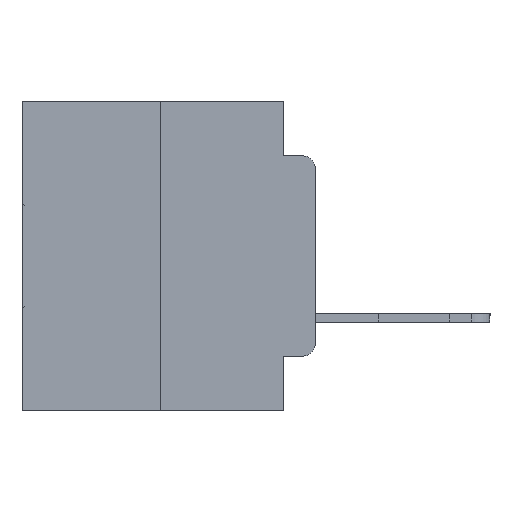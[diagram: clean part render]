
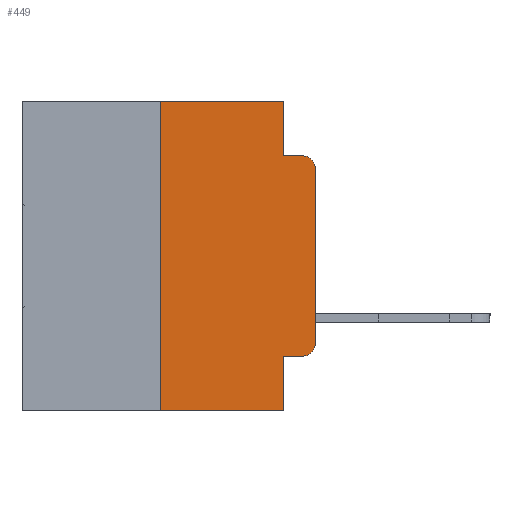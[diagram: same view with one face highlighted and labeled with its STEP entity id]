
A CAD part, left-side view. The second image highlights one B-rep face of the part: STEP entity #449.
In plain terms, the highlighted planar face has unit normal (-1, 0, 0).
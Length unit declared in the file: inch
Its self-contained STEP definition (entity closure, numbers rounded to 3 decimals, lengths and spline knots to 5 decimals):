
#449 = ADVANCED_FACE ( 'NONE', ( #16945 ), #18046, .F. ) ;
#483 = VERTEX_POINT ( 'NONE', #10454 ) ;
#520 = VERTEX_POINT ( 'NONE', #19944 ) ;
#914 = EDGE_CURVE ( 'NONE', #520, #2057, #9996, .T. ) ;
#1292 = VECTOR ( 'NONE', #28650, 39.37008 ) ;
#1459 = ORIENTED_EDGE ( 'NONE', *, *, #9321, .T. ) ;
#1676 = VERTEX_POINT ( 'NONE', #9979 ) ;
#1764 = AXIS2_PLACEMENT_3D ( 'NONE', #26831, #25288, #22389 ) ;
#2057 = VERTEX_POINT ( 'NONE', #18236 ) ;
#2656 = ORIENTED_EDGE ( 'NONE', *, *, #6044, .T. ) ;
#3135 = LINE ( 'NONE', #3588, #14005 ) ;
#3278 = VECTOR ( 'NONE', #5809, 39.37008 ) ;
#3426 = CARTESIAN_POINT ( 'NONE',  ( 0., 0.473, 0. ) ) ;
#3588 = CARTESIAN_POINT ( 'NONE',  ( 0., 0.051, -0.4115 ) ) ;
#3734 = EDGE_CURVE ( 'NONE', #2057, #7141, #13093, .T. ) ;
#3808 = ORIENTED_EDGE ( 'NONE', *, *, #3734, .F. ) ;
#3867 = VERTEX_POINT ( 'NONE', #12402 ) ;
#4039 = CARTESIAN_POINT ( 'NONE',  ( 0., 0.25, 0. ) ) ;
#5395 = ORIENTED_EDGE ( 'NONE', *, *, #17442, .F. ) ;
#5459 = VERTEX_POINT ( 'NONE', #17179 ) ;
#5703 = CARTESIAN_POINT ( 'NONE',  ( 0., 0.25, 0. ) ) ;
#5809 = DIRECTION ( 'NONE',  ( 0., 0., 1. ) ) ;
#5867 = CARTESIAN_POINT ( 'NONE',  ( 0., 0.473, -0.5 ) ) ;
#6044 = EDGE_CURVE ( 'NONE', #483, #17160, #27174, .T. ) ;
#6094 = DIRECTION ( 'NONE',  ( 0., -1., 0. ) ) ;
#6419 = AXIS2_PLACEMENT_3D ( 'NONE', #23722, #10754, #25805 ) ;
#6473 = EDGE_CURVE ( 'NONE', #1676, #7141, #10773, .T. ) ;
#6905 = ORIENTED_EDGE ( 'NONE', *, *, #14883, .T. ) ;
#7141 = VERTEX_POINT ( 'NONE', #22491 ) ;
#7491 = CARTESIAN_POINT ( 'NONE',  ( 0., 0.051, 0. ) ) ;
#8342 = ORIENTED_EDGE ( 'NONE', *, *, #8683, .T. ) ;
#8488 = VECTOR ( 'NONE', #24900, 39.37008 ) ;
#8683 = EDGE_CURVE ( 'NONE', #5459, #483, #3135, .T. ) ;
#9238 = LINE ( 'NONE', #7491, #8488 ) ;
#9321 = EDGE_CURVE ( 'NONE', #17160, #1676, #25648, .T. ) ;
#9446 = ORIENTED_EDGE ( 'NONE', *, *, #6473, .T. ) ;
#9979 = CARTESIAN_POINT ( 'NONE',  ( 0., 0., -0.1085 ) ) ;
#9996 = LINE ( 'NONE', #17356, #25796 ) ;
#10345 = CARTESIAN_POINT ( 'NONE',  ( 0., 0., 0. ) ) ;
#10397 = DIRECTION ( 'NONE',  ( 0., -1., 0. ) ) ;
#10454 = CARTESIAN_POINT ( 'NONE',  ( 0., 0.02, -0.4115 ) ) ;
#10754 = DIRECTION ( 'NONE',  ( -1., 0., 0. ) ) ;
#10773 = CIRCLE ( 'NONE', #6419, 0.02 ) ;
#11478 = CARTESIAN_POINT ( 'NONE',  ( 0., 0.051, -0.5 ) ) ;
#11636 = VECTOR ( 'NONE', #25617, 39.37008 ) ;
#12402 = CARTESIAN_POINT ( 'NONE',  ( 0., 0.25, -0.5 ) ) ;
#12847 = DIRECTION ( 'NONE',  ( -1., 0., 0. ) ) ;
#13093 = LINE ( 'NONE', #24613, #1292 ) ;
#14005 = VECTOR ( 'NONE', #6094, 39.37008 ) ;
#14883 = EDGE_CURVE ( 'NONE', #3867, #20664, #25903, .T. ) ;
#15971 = VECTOR ( 'NONE', #10397, 39.37008 ) ;
#16178 = EDGE_LOOP ( 'NONE', ( #1459, #9446, #3808, #27850, #5395, #23014, #6905, #24337, #8342, #2656 ) ) ;
#16283 = EDGE_CURVE ( 'NONE', #3867, #26409, #21259, .T. ) ;
#16945 = FACE_OUTER_BOUND ( 'NONE', #16178, .T. ) ;
#17160 = VERTEX_POINT ( 'NONE', #22090 ) ;
#17179 = CARTESIAN_POINT ( 'NONE',  ( 0., 0.051, -0.4115 ) ) ;
#17356 = CARTESIAN_POINT ( 'NONE',  ( 0., 0.051, 0. ) ) ;
#17442 = EDGE_CURVE ( 'NONE', #26409, #520, #27945, .T. ) ;
#18046 = PLANE ( 'NONE',  #1764 ) ;
#18236 = CARTESIAN_POINT ( 'NONE',  ( 0., 0.051, -0.0885 ) ) ;
#19458 = VECTOR ( 'NONE', #25420, 39.37008 ) ;
#19944 = CARTESIAN_POINT ( 'NONE',  ( 0., 0.051, 0. ) ) ;
#19979 = AXIS2_PLACEMENT_3D ( 'NONE', #25649, #12847, #27712 ) ;
#20664 = VERTEX_POINT ( 'NONE', #11478 ) ;
#21259 = LINE ( 'NONE', #5703, #3278 ) ;
#22090 = CARTESIAN_POINT ( 'NONE',  ( 0., 0., -0.3915 ) ) ;
#22389 = DIRECTION ( 'NONE',  ( 0., 0., -1. ) ) ;
#22491 = CARTESIAN_POINT ( 'NONE',  ( 0., 0.02, -0.0885 ) ) ;
#23014 = ORIENTED_EDGE ( 'NONE', *, *, #16283, .F. ) ;
#23722 = CARTESIAN_POINT ( 'NONE',  ( 0., 0.02, -0.1085 ) ) ;
#24337 = ORIENTED_EDGE ( 'NONE', *, *, #25664, .F. ) ;
#24613 = CARTESIAN_POINT ( 'NONE',  ( 0., 0.051, -0.0885 ) ) ;
#24900 = DIRECTION ( 'NONE',  ( 0., 0., -1. ) ) ;
#25288 = DIRECTION ( 'NONE',  ( 1., 0., 0. ) ) ;
#25420 = DIRECTION ( 'NONE',  ( 0., 0., 1. ) ) ;
#25617 = DIRECTION ( 'NONE',  ( 0., -1., 0. ) ) ;
#25648 = LINE ( 'NONE', #10345, #19458 ) ;
#25649 = CARTESIAN_POINT ( 'NONE',  ( 0., 0.02, -0.3915 ) ) ;
#25664 = EDGE_CURVE ( 'NONE', #5459, #20664, #9238, .T. ) ;
#25796 = VECTOR ( 'NONE', #26192, 39.37008 ) ;
#25805 = DIRECTION ( 'NONE',  ( 0., 0., -1. ) ) ;
#25903 = LINE ( 'NONE', #5867, #15971 ) ;
#26192 = DIRECTION ( 'NONE',  ( 0., 0., -1. ) ) ;
#26409 = VERTEX_POINT ( 'NONE', #4039 ) ;
#26831 = CARTESIAN_POINT ( 'NONE',  ( 0., 0.473, 0. ) ) ;
#27174 = CIRCLE ( 'NONE', #19979, 0.02 ) ;
#27712 = DIRECTION ( 'NONE',  ( 0., 0., -1. ) ) ;
#27850 = ORIENTED_EDGE ( 'NONE', *, *, #914, .F. ) ;
#27945 = LINE ( 'NONE', #3426, #11636 ) ;
#28650 = DIRECTION ( 'NONE',  ( 0., -1., 0. ) ) ;
